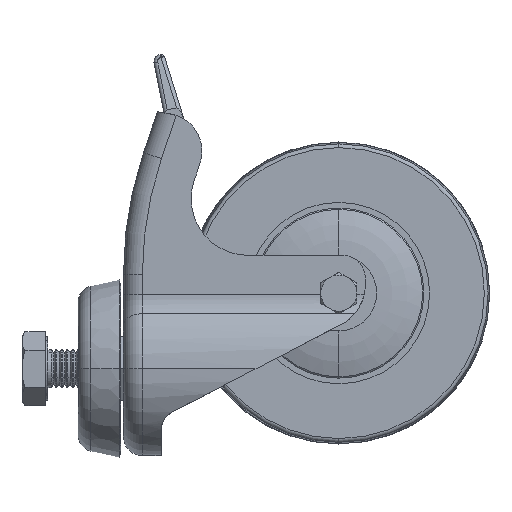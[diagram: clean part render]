
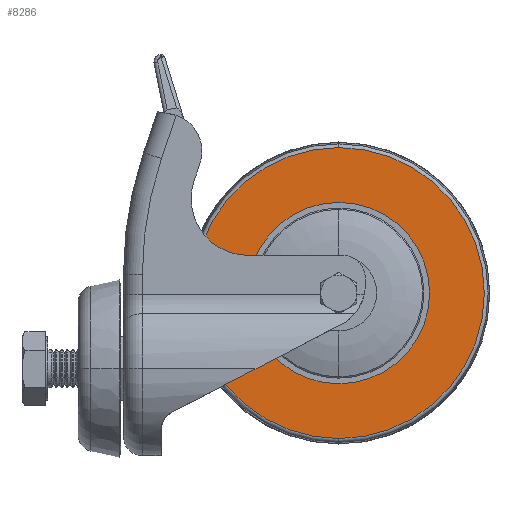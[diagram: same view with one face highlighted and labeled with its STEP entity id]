
A CAD part, left-side view. The second image highlights one B-rep face of the part: STEP entity #8286.
In plain terms, the highlighted face is planar.
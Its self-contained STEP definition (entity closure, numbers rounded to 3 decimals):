
#698 = EDGE_LOOP ( 'NONE', ( #8751, #8577 ) ) ;
#997 = CARTESIAN_POINT ( 'NONE',  ( 20., 7., 11. ) ) ;
#1101 = DIRECTION ( 'NONE',  ( 0., 0., 1. ) ) ;
#1184 = CARTESIAN_POINT ( 'NONE',  ( 44., 7., 11. ) ) ;
#1196 = AXIS2_PLACEMENT_3D ( 'NONE', #2216, #1308, #9960 ) ;
#1308 = DIRECTION ( 'NONE',  ( 0., 0., -1. ) ) ;
#1428 = DIRECTION ( 'NONE',  ( 0., 0., -1. ) ) ;
#1482 = DIRECTION ( 'NONE',  ( 0., 0., -1. ) ) ;
#2051 = DIRECTION ( 'NONE',  ( 1., 0., 0. ) ) ;
#2216 = CARTESIAN_POINT ( 'NONE',  ( 20., 7., 11. ) ) ;
#2240 = CARTESIAN_POINT ( 'NONE',  ( 20., 7., 11. ) ) ;
#2579 = EDGE_LOOP ( 'NONE', ( #7521, #2620 ) ) ;
#2620 = ORIENTED_EDGE ( 'NONE', *, *, #4384, .T. ) ;
#2723 = EDGE_CURVE ( 'NONE', #7712, #11891, #7007, .T. ) ;
#2900 = AXIS2_PLACEMENT_3D ( 'NONE', #997, #7719, #6108 ) ;
#3032 = CARTESIAN_POINT ( 'NONE',  ( 58.494, 7., 11. ) ) ;
#3426 = AXIS2_PLACEMENT_3D ( 'NONE', #4301, #1482, #11161 ) ;
#4301 = CARTESIAN_POINT ( 'NONE',  ( 20., 7., 11. ) ) ;
#4384 = EDGE_CURVE ( 'NONE', #9514, #8795, #8005, .T. ) ;
#4552 = FACE_OUTER_BOUND ( 'NONE', #698, .T. ) ;
#5257 = CARTESIAN_POINT ( 'NONE',  ( -18.494, 7., 11. ) ) ;
#6108 = DIRECTION ( 'NONE',  ( -1., 0., 0. ) ) ;
#7007 = CIRCLE ( 'NONE', #1196, 38.494 ) ;
#7488 = AXIS2_PLACEMENT_3D ( 'NONE', #2240, #1428, #11946 ) ;
#7521 = ORIENTED_EDGE ( 'NONE', *, *, #10612, .T. ) ;
#7712 = VERTEX_POINT ( 'NONE', #5257 ) ;
#7719 = DIRECTION ( 'NONE',  ( 0., 0., -1. ) ) ;
#8005 = CIRCLE ( 'NONE', #7488, 24. ) ;
#8286 = ADVANCED_FACE ( 'NONE', ( #9109, #4552 ), #10714, .T. ) ;
#8489 = CIRCLE ( 'NONE', #3426, 38.494 ) ;
#8577 = ORIENTED_EDGE ( 'NONE', *, *, #8828, .F. ) ;
#8688 = CIRCLE ( 'NONE', #2900, 24. ) ;
#8751 = ORIENTED_EDGE ( 'NONE', *, *, #2723, .F. ) ;
#8779 = CARTESIAN_POINT ( 'NONE',  ( 44., 7., 11. ) ) ;
#8795 = VERTEX_POINT ( 'NONE', #10832 ) ;
#8828 = EDGE_CURVE ( 'NONE', #11891, #7712, #8489, .T. ) ;
#9109 = FACE_BOUND ( 'NONE', #2579, .T. ) ;
#9514 = VERTEX_POINT ( 'NONE', #8779 ) ;
#9960 = DIRECTION ( 'NONE',  ( -1., 0., 0. ) ) ;
#10612 = EDGE_CURVE ( 'NONE', #8795, #9514, #8688, .T. ) ;
#10714 = PLANE ( 'NONE',  #11116 ) ;
#10832 = CARTESIAN_POINT ( 'NONE',  ( -4., 7., 11. ) ) ;
#11116 = AXIS2_PLACEMENT_3D ( 'NONE', #1184, #1101, #2051 ) ;
#11161 = DIRECTION ( 'NONE',  ( -1., 0., 0. ) ) ;
#11891 = VERTEX_POINT ( 'NONE', #3032 ) ;
#11946 = DIRECTION ( 'NONE',  ( -1., 0., 0. ) ) ;
